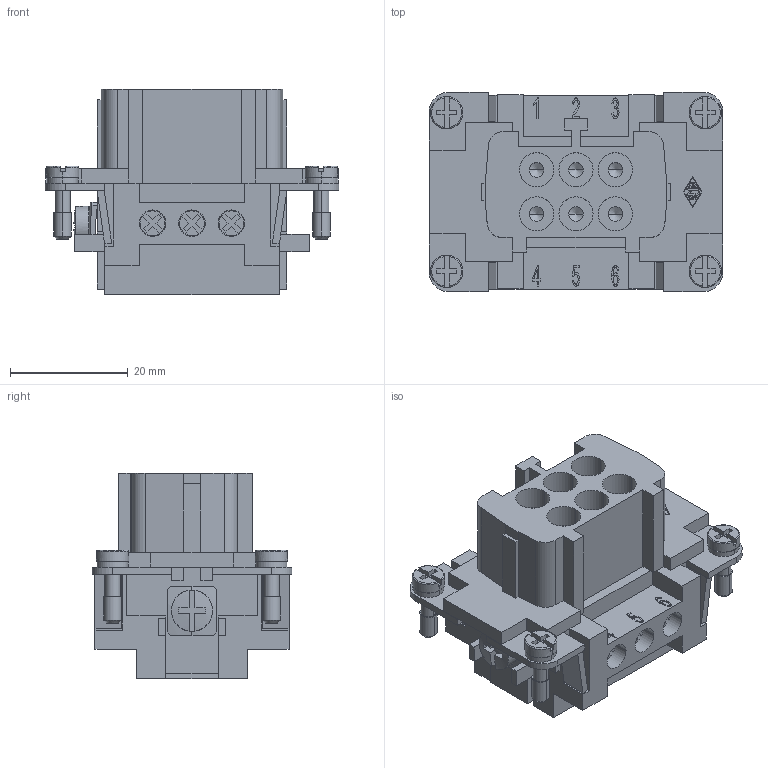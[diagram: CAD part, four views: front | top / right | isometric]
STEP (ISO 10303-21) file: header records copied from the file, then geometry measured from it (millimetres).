
FILE_DESCRIPTION((''),'2;1');
FILE_NAME('CNEF 06 T.stp','2006-10-25T12:25:58',('gembarski'),(''),'Autodesk Inventor 7','Autodesk Inventor 7','');
FILE_SCHEMA(('AUTOMOTIVE_DESIGN { 1 0 10303 214 1 1 1 1 }'));
Length unit declared in the file: millimetre
Products named in the file (1): CNEF 06 T
Bounding box: 50 x 34 x 35 mm (x, y, z)
Volume: 22685.6 mm3; surface area: 15850.3 mm2
Topology: 1 solids, 1 shells, 896 faces, 2420 edges, 1585 vertices
Faces by surface type: plane 414, bspline 383, cylinder 83, torus 8, cone 4, sphere 4
Entity records: 29801 total; most frequent: CARTESIAN_POINT 8475, ORIENTED_EDGE 4820, DIRECTION 3706, EDGE_CURVE 2410, VECTOR 1716, LINE 1716, VERTEX_POINT 1585, AXIS2_PLACEMENT_3D 995
